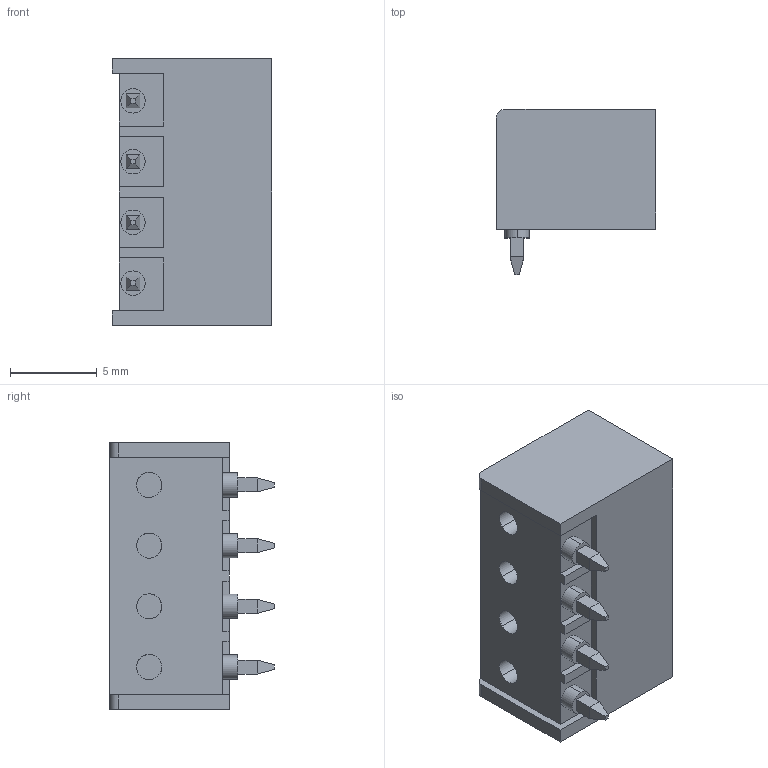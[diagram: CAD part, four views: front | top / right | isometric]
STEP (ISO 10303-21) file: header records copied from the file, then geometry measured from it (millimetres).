
FILE_DESCRIPTION(('SolidDesigner STEP Export'),'2;1');
FILE_NAME('mc_1.5-4-g-3.5_p26.stp','2012-11-13T10:34:08',(''),(''),'Creo Elements/Direct Modeling STEP processor for AP214 (Solid Model)','Creo Elements/Direct Modeling 18.1 06-May-2012 (C) Parametric Technology GmbH','');
FILE_SCHEMA(('AUTOMOTIVE_DESIGN { 1 0 10303 214 1 1 1 1 }'));
Length unit declared in the file: millimetre
Products named in the file (2): mc_1.5-4-g-3.5_p26
Assembly tree (1 placements, depth 2):
  mc_1.5-4-g-3.5_p26
    mc_1.5-4-g-3.5_p26
Bounding box: 9.2 x 9.5 x 15.39 mm (x, y, z)
Volume: 513.4 mm3; surface area: 1346.1 mm2
Topology: 1 solids, 1 shells, 276 faces, 720 edges, 474 vertices
Faces by surface type: plane 207, cylinder 46, extrusion 19, cone 4
Entity records: 9355 total; most frequent: CARTESIAN_POINT 2098, ORIENTED_EDGE 1440, DIRECTION 1239, EDGE_CURVE 720, VECTOR 571, LINE 552, VERTEX_POINT 474, AXIS2_PLACEMENT_3D 334
